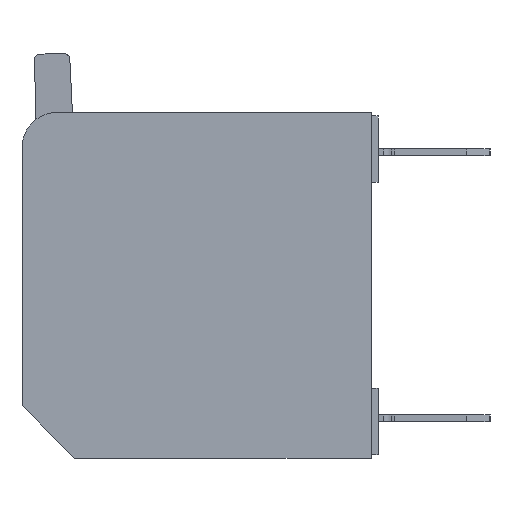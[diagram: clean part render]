
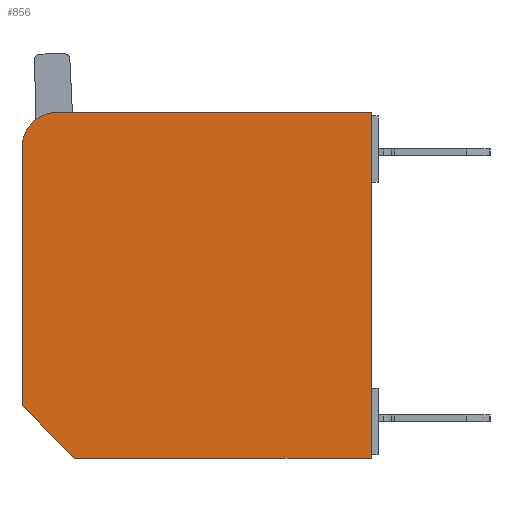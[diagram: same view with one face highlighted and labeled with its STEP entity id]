
A CAD part, left-side view. The second image highlights one B-rep face of the part: STEP entity #856.
In plain terms, the highlighted planar face has unit normal (-1, 0, 0).
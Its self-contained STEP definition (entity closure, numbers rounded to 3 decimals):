
#856=ADVANCED_FACE('NONE',(#2632),#2633,.F.);
#2632=FACE_OUTER_BOUND('',#6047,.T.);
#2633=PLANE('',#6048);
#6047=EDGE_LOOP('',(#13056,#13057,#13058,#13059,#13060,#13061));
#6048=AXIS2_PLACEMENT_3D('',#13062,#13063,#13064);
#13056=ORIENTED_EDGE('',*,*,#16552,.T.);
#13057=ORIENTED_EDGE('',*,*,#16652,.T.);
#13058=ORIENTED_EDGE('',*,*,#17096,.F.);
#13059=ORIENTED_EDGE('',*,*,#17092,.T.);
#13060=ORIENTED_EDGE('',*,*,#17097,.F.);
#13061=ORIENTED_EDGE('',*,*,#17098,.T.);
#13062=CARTESIAN_POINT('',(-8.479,3.714,-4.95));
#13063=DIRECTION('',(1.0,0.0,0.0));
#13064=DIRECTION('',(0.0,1.0,0.0));
#16552=EDGE_CURVE('NONE',#20707,#20705,#20708,.T.);
#16652=EDGE_CURVE('NONE',#20705,#20856,#20858,.T.);
#17092=EDGE_CURVE('NONE',#21539,#21540,#21541,.T.);
#17096=EDGE_CURVE('NONE',#21539,#20856,#21547,.T.);
#17097=EDGE_CURVE('NONE',#21548,#21540,#21549,.T.);
#17098=EDGE_CURVE('NONE',#21548,#20707,#21550,.T.);
#20705=VERTEX_POINT('NONE',#28439);
#20707=VERTEX_POINT('NONE',#28442);
#20708=LINE('',#28443,#28444);
#20856=VERTEX_POINT('NONE',#28971);
#20858=LINE('',#28974,#28975);
#21539=VERTEX_POINT('NONE',#30253);
#21540=VERTEX_POINT('NONE',#30254);
#21541=CIRCLE('',#30255,1.0);
#21547=LINE('',#30263,#30264);
#21548=VERTEX_POINT('NONE',#30265);
#21549=LINE('',#30266,#30267);
#21550=LINE('',#30268,#30269);
#28439=CARTESIAN_POINT('',(-8.479,-6.286,-4.95));
#28442=CARTESIAN_POINT('',(-8.479,2.214,-4.95));
#28443=CARTESIAN_POINT('',(-8.479,3.714,-4.95));
#28444=VECTOR('',#34021,1000.0);
#28971=CARTESIAN_POINT('',(-8.479,-6.286,4.95));
#28974=CARTESIAN_POINT('',(-8.479,-6.286,-4.95));
#28975=VECTOR('',#34100,1000.0);
#30253=CARTESIAN_POINT('',(-8.479,2.714,4.95));
#30254=CARTESIAN_POINT('',(-8.479,3.714,3.95));
#30255=AXIS2_PLACEMENT_3D('',#34554,#34555,#34556);
#30263=CARTESIAN_POINT('',(-8.479,3.714,4.95));
#30264=VECTOR('',#34562,1000.0);
#30265=CARTESIAN_POINT('',(-8.479,3.714,-3.45));
#30266=CARTESIAN_POINT('',(-8.479,3.714,-4.95));
#30267=VECTOR('',#34563,1000.0);
#30268=CARTESIAN_POINT('',(-8.479,3.714,-3.45));
#30269=VECTOR('',#34564,1000.0);
#34021=DIRECTION('',(-0.0,-1.0,-0.0));
#34100=DIRECTION('',(0.0,0.0,1.0));
#34554=CARTESIAN_POINT('',(-8.479,2.714,3.95));
#34555=DIRECTION('',(-1.0,-0.0,-0.0));
#34556=DIRECTION('',(0.0,0.0,-1.0));
#34562=DIRECTION('',(-0.0,-1.0,-0.0));
#34563=DIRECTION('',(0.0,0.0,1.0));
#34564=DIRECTION('',(0.0,-0.707,-0.707));
